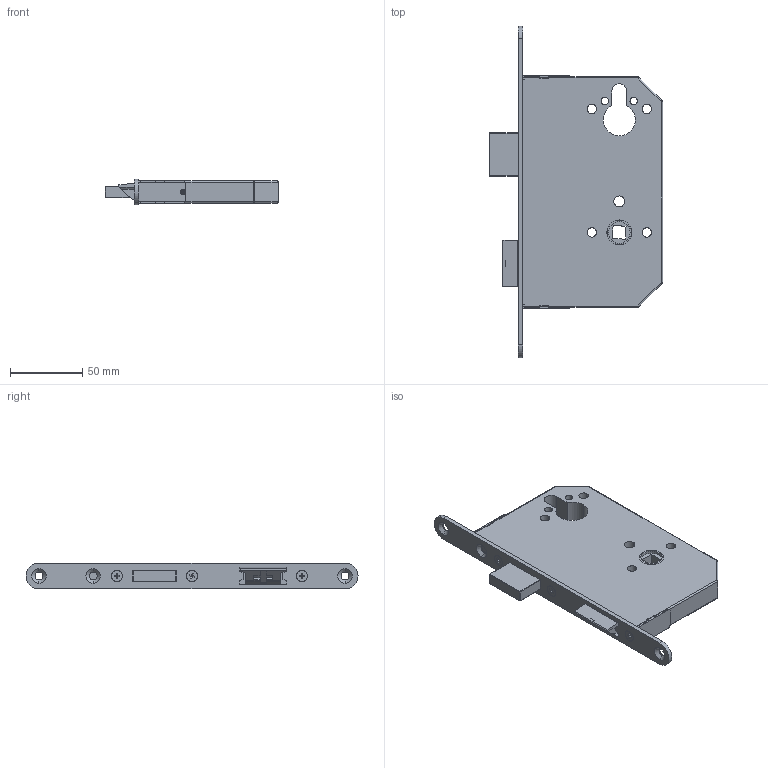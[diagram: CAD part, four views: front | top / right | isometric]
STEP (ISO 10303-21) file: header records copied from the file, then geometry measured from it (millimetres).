
FILE_DESCRIPTION (( 'STEP AP203' ), '1' );
FILE_NAME ('CASA 30101, Dornmass 70, Stulp 18.STEP', '2025-01-08T10:15:32', ( '' ), ( '' ), 'SwSTEP 2.0', 'SolidWorks 2023', '' );
FILE_SCHEMA (( 'CONFIG_CONTROL_DESIGN' ));
Length unit declared in the file: millimetre
Products named in the file (5): D001313547-000; D001344641-000_D001344641-018; D001345066-000_D001345066-074_DM70_PE; CASA 30101, Dornmass 70, Stulp 18; D001127682-000_D001127682-001
Assembly tree (7 placements, depth 2):
  CASA 30101, Dornmass 70, Stulp 18
    D001345066-000_D001345066-074_DM70_PE
    D001127682-000_D001127682-001  x3
    D001313547-000  x2
    D001344641-000_D001344641-018
Bounding box: 120 x 230 x 18 mm (x, y, z)
Volume: 240255.6 mm3; surface area: 57280.9 mm2
Topology: 15 solids, 15 shells, 488 faces, 1189 edges, 743 vertices
Faces by surface type: plane 262, cylinder 170, cone 24, torus 20, sphere 12
Entity records: 10203 total; most frequent: CARTESIAN_POINT 1758, DIRECTION 1704, ORIENTED_EDGE 1576, EDGE_CURVE 788, AXIS2_PLACEMENT_3D 605, VERTEX_POINT 499, LINE 494, VECTOR 494
